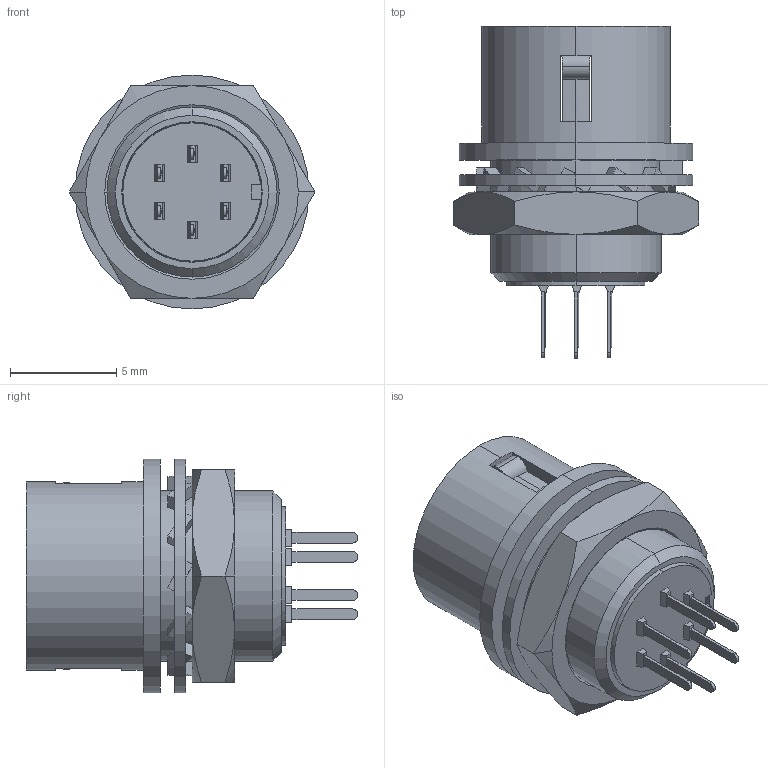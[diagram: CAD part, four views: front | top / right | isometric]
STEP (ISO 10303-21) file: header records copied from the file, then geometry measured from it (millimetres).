
FILE_DESCRIPTION(('CoCreate Modeling STEP Export'),'2;1');
FILE_NAME('HR10A-7R-6PB.stp','2012-04-17T17:18:12',(''),(''),'CoCreate Modeling STEP processor for AP214 (Solid Model)','CoCreate Modeling 17.0 01-Apr-2010 (C) Parametric Technology GmbH','');
FILE_SCHEMA(('AUTOMOTIVE_DESIGN { 1 0 10303 214 1 1 1 1 }'));
Length unit declared in the file: millimetre
Products named in the file (1): HR10A-7R-6PB
Bounding box: 11.55 x 15.6 x 11 mm (x, y, z)
Volume: 532.8 mm3; surface area: 1067.7 mm2
Topology: 1 solids, 1 shells, 349 faces, 991 edges, 633 vertices
Faces by surface type: plane 186, cylinder 130, cone 33
Entity records: 11526 total; most frequent: CARTESIAN_POINT 2873, ORIENTED_EDGE 1982, DIRECTION 1677, EDGE_CURVE 991, VERTEX_POINT 633, AXIS2_PLACEMENT_3D 588, VECTOR 501, LINE 501
